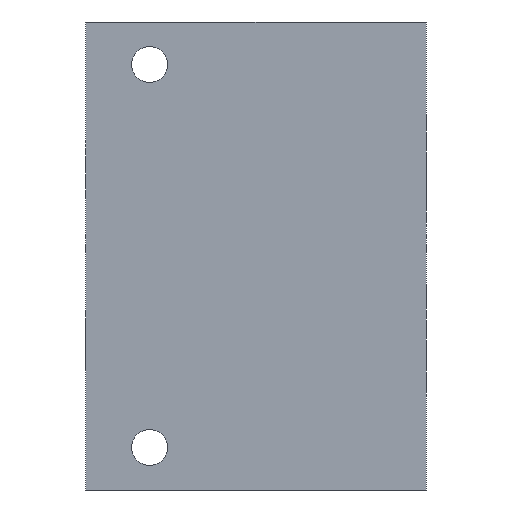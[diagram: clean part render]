
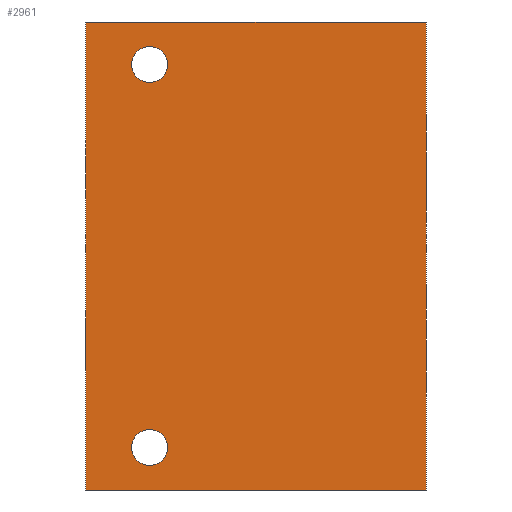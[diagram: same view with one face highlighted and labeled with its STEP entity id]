
A CAD part, left-side view. The second image highlights one B-rep face of the part: STEP entity #2961.
In plain terms, the highlighted planar face has unit normal (-1, 0, 0).
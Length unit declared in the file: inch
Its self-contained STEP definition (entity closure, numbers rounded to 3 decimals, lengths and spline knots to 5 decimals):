
#1=DIRECTION('',(0.,-1.,0.));
#2=VECTOR('',#1,4.);
#3=CARTESIAN_POINT('',(0.,0.,0.));
#4=LINE('',#3,#2);
#37=DIRECTION('',(0.,0.,1.));
#38=VECTOR('',#37,5.5);
#39=CARTESIAN_POINT('',(0.,0.,0.));
#40=LINE('',#39,#38);
#41=CARTESIAN_POINT('',(0.,-0.75,5.));
#42=DIRECTION('',(1.,0.,0.));
#43=DIRECTION('',(0.,0.,-1.));
#44=AXIS2_PLACEMENT_3D('',#41,#42,#43);
#46=CARTESIAN_POINT('',(0.,-0.75,5.));
#47=DIRECTION('',(1.,0.,0.));
#48=DIRECTION('',(0.,0.,1.));
#49=AXIS2_PLACEMENT_3D('',#46,#47,#48);
#51=CARTESIAN_POINT('',(0.,-0.75,0.5));
#52=DIRECTION('',(1.,0.,0.));
#53=DIRECTION('',(0.,0.,-1.));
#54=AXIS2_PLACEMENT_3D('',#51,#52,#53);
#56=CARTESIAN_POINT('',(0.,-0.75,0.5));
#57=DIRECTION('',(1.,0.,0.));
#58=DIRECTION('',(0.,0.,1.));
#59=AXIS2_PLACEMENT_3D('',#56,#57,#58);
#119=DIRECTION('',(0.,0.,1.));
#120=VECTOR('',#119,5.5);
#121=CARTESIAN_POINT('',(0.,-4.,0.));
#122=LINE('',#121,#120);
#143=DIRECTION('',(0.,-1.,0.));
#144=VECTOR('',#143,4.);
#145=CARTESIAN_POINT('',(0.,0.,5.5));
#146=LINE('',#145,#144);
#2535=CARTESIAN_POINT('',(0.,0.,0.));
#2536=CARTESIAN_POINT('',(0.,-4.,0.));
#2537=VERTEX_POINT('',#2535);
#2538=VERTEX_POINT('',#2536);
#2543=CARTESIAN_POINT('',(0.,0.,5.5));
#2544=CARTESIAN_POINT('',(0.,-4.,5.5));
#2545=VERTEX_POINT('',#2543);
#2546=VERTEX_POINT('',#2544);
#2837=CARTESIAN_POINT('',(0.,-0.75,4.789));
#2838=CARTESIAN_POINT('',(0.,-0.75,5.211));
#2839=VERTEX_POINT('',#2837);
#2840=VERTEX_POINT('',#2838);
#2849=CARTESIAN_POINT('',(0.,-0.75,0.289));
#2850=CARTESIAN_POINT('',(0.,-0.75,0.711));
#2851=VERTEX_POINT('',#2849);
#2852=VERTEX_POINT('',#2850);
#2935=CARTESIAN_POINT('',(0.,0.,0.));
#2936=DIRECTION('',(-1.,0.,0.));
#2937=DIRECTION('',(0.,-1.,0.));
#2938=AXIS2_PLACEMENT_3D('',#2935,#2936,#2937);
#2939=PLANE('',#2938);
#2940=ORIENTED_EDGE('',*,*,#2912,.F.);
#2942=ORIENTED_EDGE('',*,*,#2941,.T.);
#2944=ORIENTED_EDGE('',*,*,#2943,.T.);
#2946=ORIENTED_EDGE('',*,*,#2945,.F.);
#2947=EDGE_LOOP('',(#2940,#2942,#2944,#2946));
#2948=FACE_OUTER_BOUND('',#2947,.F.);
#2950=ORIENTED_EDGE('',*,*,#2949,.F.);
#2952=ORIENTED_EDGE('',*,*,#2951,.F.);
#2953=EDGE_LOOP('',(#2950,#2952));
#2954=FACE_BOUND('',#2953,.F.);
#2956=ORIENTED_EDGE('',*,*,#2955,.F.);
#2958=ORIENTED_EDGE('',*,*,#2957,.F.);
#2959=EDGE_LOOP('',(#2956,#2958));
#2960=FACE_BOUND('',#2959,.F.);
#2961=ADVANCED_FACE('',(#2948,#2954,#2960),#2939,.T.);
#45=CIRCLE('',#44,0.211);
#50=CIRCLE('',#49,0.211);
#55=CIRCLE('',#54,0.211);
#60=CIRCLE('',#59,0.211);
#2912=EDGE_CURVE('',#2537,#2538,#4,.T.);
#2941=EDGE_CURVE('',#2537,#2545,#40,.T.);
#2943=EDGE_CURVE('',#2545,#2546,#146,.T.);
#2945=EDGE_CURVE('',#2538,#2546,#122,.T.);
#2949=EDGE_CURVE('',#2839,#2840,#45,.T.);
#2951=EDGE_CURVE('',#2840,#2839,#50,.T.);
#2955=EDGE_CURVE('',#2851,#2852,#55,.T.);
#2957=EDGE_CURVE('',#2852,#2851,#60,.T.);
